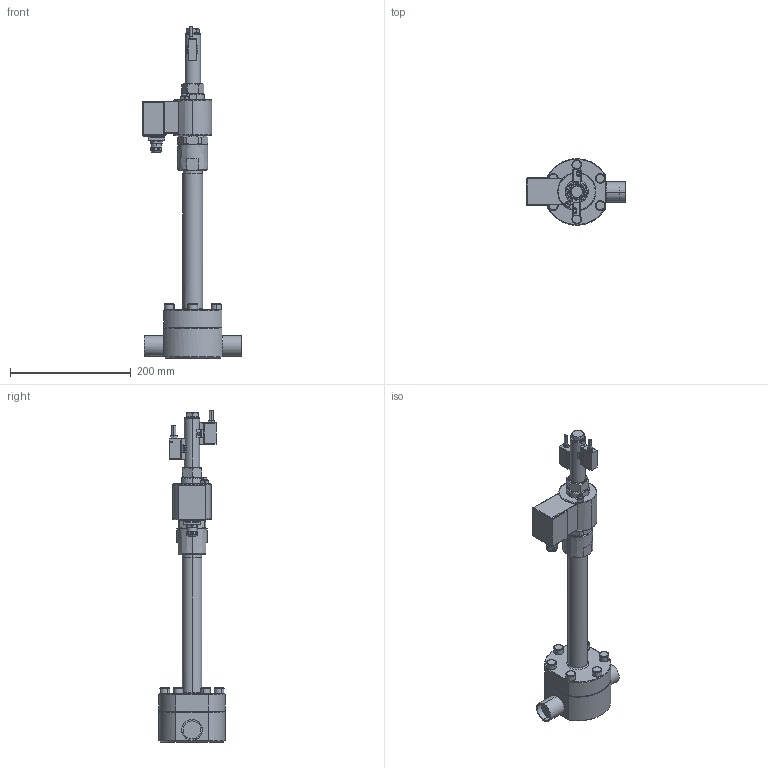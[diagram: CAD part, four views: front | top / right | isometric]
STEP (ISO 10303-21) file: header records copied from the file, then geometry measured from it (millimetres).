
FILE_DESCRIPTION (('STEP'), '1');
FILE_NAME ('B91251315_328-A9-9E.stp', '2025-02-06T19:48:14', ('Unknown'), ('Unknown'), 'HarmonyWare STEP v2.1.9', 'HarmonyWare Translators', '');
FILE_SCHEMA (('CONFIG_CONTROL_DESIGN'));
Length unit declared in the file: millimetre
Products named in the file (28): BAND; 46241_p1; Volumenkörper2
Assembly tree (27 placements, depth 2):
  (unnamed)
    BAND
    46241_p1
    BAND
    46241_p1
    Volumenkörper2
    Volumenkörper2
    Volumenkörper2
    Volumenkörper2
    Volumenkörper2
    Volumenkörper2
    Volumenkörper2
    Volumenkörper2
    Volumenkörper2
    Volumenkörper2
    Volumenkörper2
    Volumenkörper2
    Volumenkörper2
    Volumenkörper2
    Volumenkörper2
    Volumenkörper2
    Volumenkörper2
    Volumenkörper2
    Volumenkörper2
    Volumenkörper2
    Volumenkörper2
    Volumenkörper2
    Volumenkörper2
Bounding box: 162.6 x 109.98 x 549.86 mm (x, y, z)
Volume: 22939.2 mm3; surface area: 152854.2 mm2
Topology: 4 solids, 27 shells, 617 faces, 1631 edges, 1070 vertices
Faces by surface type: bspline 617
Entity records: 24297 total; most frequent: CARTESIAN_POINT 11437, ORIENTED_EDGE 3157, EDGE_CURVE 1626, VERTEX_POINT 1070, B_SPLINE_CURVE_WITH_KNOTS 879, EDGE_LOOP 675, FACE_OUTER_BOUND 617, ADVANCED_FACE 617
